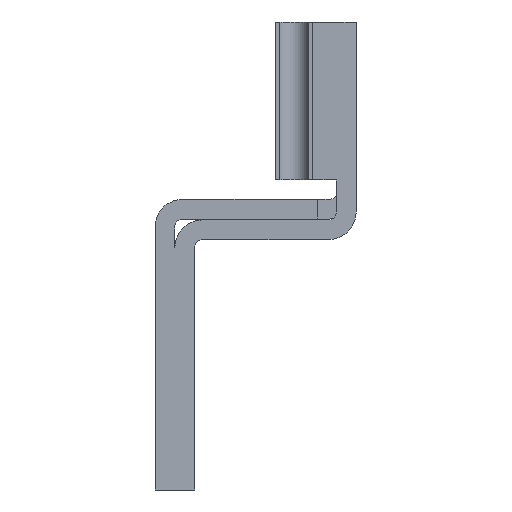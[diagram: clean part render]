
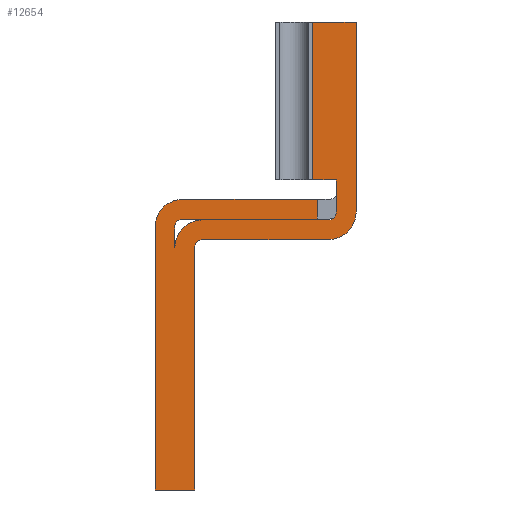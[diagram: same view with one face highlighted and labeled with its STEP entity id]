
A CAD part, front view. The second image highlights one B-rep face of the part: STEP entity #12654.
In plain terms, the highlighted planar face has unit normal (0, -1, 0).
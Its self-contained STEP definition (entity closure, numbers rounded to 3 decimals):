
#10565=DIRECTION('',(0.,0.,-1.));
#10566=VECTOR('',#10565,40.);
#10567=CARTESIAN_POINT('',(96.458,-90.,
-63.105));
#10568=LINE('',#10567,#10566);
#10710=DIRECTION('',(0.,0.,1.));
#10711=VECTOR('',#10710,48.1);
#10712=CARTESIAN_POINT('',(107.458,-90.,
-111.205));
#10713=LINE('',#10712,#10711);
#10734=DIRECTION('',(-1.,0.,0.));
#10735=VECTOR('',#10734,11.);
#10736=CARTESIAN_POINT('',(107.458,-90.,
-63.105));
#10737=LINE('',#10736,#10735);
#10780=DIRECTION('',(0.,0.,1.));
#10781=VECTOR('',#10780,8.1);
#10782=CARTESIAN_POINT('',(102.458,-90.,
-111.205));
#10783=LINE('',#10782,#10781);
#10784=CARTESIAN_POINT('',(100.458,-90.,
-111.205));
#10785=DIRECTION('',(0.,1.,0.));
#10786=DIRECTION('',(1.,0.,0.));
#10787=AXIS2_PLACEMENT_3D('',#10784,#10785,#10786);
#10789=DIRECTION('',(-1.,0.,0.));
#10790=VECTOR('',#10789,31.9);
#10791=CARTESIAN_POINT('',(100.458,-90.,
-118.205));
#10792=LINE('',#10791,#10790);
#10793=CARTESIAN_POINT('',(68.558,-90.,
-120.205));
#10794=DIRECTION('',(0.,-1.,0.));
#10795=DIRECTION('',(0.,0.,1.));
#10796=AXIS2_PLACEMENT_3D('',#10793,#10794,#10795);
#10798=DIRECTION('',(0.,0.,-1.));
#10799=VECTOR('',#10798,61.4);
#10800=CARTESIAN_POINT('',(66.558,-90.,
-120.205));
#10801=LINE('',#10800,#10799);
#10802=DIRECTION('',(-1.,0.,0.));
#10803=VECTOR('',#10802,10.);
#10804=CARTESIAN_POINT('',(66.558,-90.,
-181.605));
#10805=LINE('',#10804,#10803);
#10806=DIRECTION('',(0.,0.,1.));
#10807=VECTOR('',#10806,66.6);
#10808=CARTESIAN_POINT('',(56.558,-90.,
-181.605));
#10809=LINE('',#10808,#10807);
#10810=CARTESIAN_POINT('',(63.558,-90.,
-115.005));
#10811=DIRECTION('',(0.,1.,0.));
#10812=DIRECTION('',(-1.,0.,0.));
#10813=AXIS2_PLACEMENT_3D('',#10810,#10811,#10812);
#10815=DIRECTION('',(0.,0.,-1.));
#10816=VECTOR('',#10815,5.);
#10817=CARTESIAN_POINT('',(97.658,-90.,
-108.005));
#10818=LINE('',#10817,#10816);
#10819=DIRECTION('',(-1.,0.,0.));
#10820=VECTOR('',#10819,34.1);
#10821=CARTESIAN_POINT('',(97.658,-90.,
-113.005));
#10822=LINE('',#10821,#10820);
#10823=CARTESIAN_POINT('',(63.558,-90.,
-115.005));
#10824=DIRECTION('',(0.,-1.,0.));
#10825=DIRECTION('',(0.,0.,1.));
#10826=AXIS2_PLACEMENT_3D('',#10823,#10824,#10825);
#10828=DIRECTION('',(0.,0.,-1.));
#10829=VECTOR('',#10828,5.2);
#10830=CARTESIAN_POINT('',(61.558,-90.,
-115.005));
#10831=LINE('',#10830,#10829);
#10832=CARTESIAN_POINT('',(68.558,-90.,
-120.205));
#10833=DIRECTION('',(0.,1.,0.));
#10834=DIRECTION('',(-1.,0.,0.));
#10835=AXIS2_PLACEMENT_3D('',#10832,#10833,#10834);
#10837=CARTESIAN_POINT('',(100.458,-90.,
-111.205));
#10838=DIRECTION('',(0.,-1.,0.));
#10839=DIRECTION('',(0.,0.,-1.));
#10840=AXIS2_PLACEMENT_3D('',#10837,#10838,#10839);
#10888=DIRECTION('',(1.,0.,0.));
#10889=VECTOR('',#10888,6.);
#10890=CARTESIAN_POINT('',(96.458,-90.,
-103.105));
#10891=LINE('',#10890,#10889);
#10962=DIRECTION('',(-1.,0.,0.));
#10963=VECTOR('',#10962,31.9);
#10964=CARTESIAN_POINT('',(100.458,-90.,
-113.205));
#10965=LINE('',#10964,#10963);
#11078=DIRECTION('',(-1.,0.,0.));
#11079=VECTOR('',#11078,34.1);
#11080=CARTESIAN_POINT('',(97.658,-90.,
-108.005));
#11081=LINE('',#11080,#11079);
#11802=CARTESIAN_POINT('',(68.558,-90.,
-113.205));
#11804=VERTEX_POINT('',#11802);
#11811=CARTESIAN_POINT('',(66.558,-90.,
-181.605));
#11813=VERTEX_POINT('',#11811);
#11833=CARTESIAN_POINT('',(68.558,-90.,
-118.205));
#11835=VERTEX_POINT('',#11833);
#11836=CARTESIAN_POINT('',(66.558,-90.,
-120.205));
#11837=VERTEX_POINT('',#11836);
#11854=CARTESIAN_POINT('',(100.458,-90.,
-113.205));
#11855=VERTEX_POINT('',#11854);
#11856=CARTESIAN_POINT('',(102.458,-90.,
-111.205));
#11857=VERTEX_POINT('',#11856);
#11858=CARTESIAN_POINT('',(107.458,-90.,
-111.205));
#11859=CARTESIAN_POINT('',(107.458,-90.,
-63.105));
#11860=VERTEX_POINT('',#11858);
#11861=VERTEX_POINT('',#11859);
#11862=CARTESIAN_POINT('',(100.458,-90.,
-118.205));
#11863=VERTEX_POINT('',#11862);
#11875=CARTESIAN_POINT('',(56.558,-90.,
-115.005));
#11877=VERTEX_POINT('',#11875);
#11878=CARTESIAN_POINT('',(63.558,-90.,
-108.005));
#11880=VERTEX_POINT('',#11878);
#11883=CARTESIAN_POINT('',(56.558,-90.,
-181.605));
#11885=VERTEX_POINT('',#11883);
#11903=CARTESIAN_POINT('',(63.558,-90.,
-113.005));
#11905=VERTEX_POINT('',#11903);
#11907=CARTESIAN_POINT('',(61.558,-90.,
-115.005));
#11909=VERTEX_POINT('',#11907);
#11913=CARTESIAN_POINT('',(97.658,-90.,
-113.005));
#11915=VERTEX_POINT('',#11913);
#11929=CARTESIAN_POINT('',(97.658,-90.,
-108.005));
#11931=VERTEX_POINT('',#11929);
#11960=CARTESIAN_POINT('',(96.458,-90.,
-63.105));
#11961=CARTESIAN_POINT('',(96.458,-90.,
-103.105));
#11962=VERTEX_POINT('',#11960);
#11963=VERTEX_POINT('',#11961);
#12106=CARTESIAN_POINT('',(61.558,-90.,
-120.205));
#12108=VERTEX_POINT('',#12106);
#12118=CARTESIAN_POINT('',(102.458,-90.,
-103.105));
#12119=VERTEX_POINT('',#12118);
#12610=CARTESIAN_POINT('',(84.508,-90.,
-122.355));
#12611=DIRECTION('',(0.,1.,0.));
#12612=DIRECTION('',(1.,0.,0.));
#12613=AXIS2_PLACEMENT_3D('',#12610,#12611,#12612);
#12614=PLANE('',#12613);
#12616=ORIENTED_EDGE('',*,*,#12615,.T.);
#12618=ORIENTED_EDGE('',*,*,#12617,.F.);
#12619=ORIENTED_EDGE('',*,*,#12225,.F.);
#12620=ORIENTED_EDGE('',*,*,#12574,.F.);
#12621=ORIENTED_EDGE('',*,*,#12547,.F.);
#12623=ORIENTED_EDGE('',*,*,#12622,.T.);
#12625=ORIENTED_EDGE('',*,*,#12624,.T.);
#12627=ORIENTED_EDGE('',*,*,#12626,.T.);
#12629=ORIENTED_EDGE('',*,*,#12628,.T.);
#12631=ORIENTED_EDGE('',*,*,#12630,.T.);
#12633=ORIENTED_EDGE('',*,*,#12632,.T.);
#12635=ORIENTED_EDGE('',*,*,#12634,.T.);
#12637=ORIENTED_EDGE('',*,*,#12636,.F.);
#12639=ORIENTED_EDGE('',*,*,#12638,.T.);
#12641=ORIENTED_EDGE('',*,*,#12640,.T.);
#12643=ORIENTED_EDGE('',*,*,#12642,.T.);
#12645=ORIENTED_EDGE('',*,*,#12644,.T.);
#12647=ORIENTED_EDGE('',*,*,#12646,.T.);
#12649=ORIENTED_EDGE('',*,*,#12648,.F.);
#12651=ORIENTED_EDGE('',*,*,#12650,.T.);
#12652=EDGE_LOOP('',(#12616,#12618,#12619,#12620,#12621,#12623,#12625,#12627,
#12629,#12631,#12633,#12635,#12637,#12639,#12641,#12643,#12645,#12647,#12649,
#12651));
#12653=FACE_OUTER_BOUND('',#12652,.F.);
#10788=CIRCLE('',#10787,7.);
#10797=CIRCLE('',#10796,2.);
#10814=CIRCLE('',#10813,7.);
#10827=CIRCLE('',#10826,2.);
#10836=CIRCLE('',#10835,7.);
#10841=CIRCLE('',#10840,2.);
#12225=EDGE_CURVE('',#11962,#11963,#10568,.T.);
#12547=EDGE_CURVE('',#11860,#11861,#10713,.T.);
#12574=EDGE_CURVE('',#11861,#11962,#10737,.T.);
#12615=EDGE_CURVE('',#11857,#12119,#10783,.T.);
#12617=EDGE_CURVE('',#11963,#12119,#10891,.T.);
#12622=EDGE_CURVE('',#11860,#11863,#10788,.T.);
#12624=EDGE_CURVE('',#11863,#11835,#10792,.T.);
#12626=EDGE_CURVE('',#11835,#11837,#10797,.T.);
#12628=EDGE_CURVE('',#11837,#11813,#10801,.T.);
#12630=EDGE_CURVE('',#11813,#11885,#10805,.T.);
#12632=EDGE_CURVE('',#11885,#11877,#10809,.T.);
#12634=EDGE_CURVE('',#11877,#11880,#10814,.T.);
#12636=EDGE_CURVE('',#11931,#11880,#11081,.T.);
#12638=EDGE_CURVE('',#11931,#11915,#10818,.T.);
#12640=EDGE_CURVE('',#11915,#11905,#10822,.T.);
#12642=EDGE_CURVE('',#11905,#11909,#10827,.T.);
#12644=EDGE_CURVE('',#11909,#12108,#10831,.T.);
#12646=EDGE_CURVE('',#12108,#11804,#10836,.T.);
#12648=EDGE_CURVE('',#11855,#11804,#10965,.T.);
#12650=EDGE_CURVE('',#11855,#11857,#10841,.T.);
#12654=ADVANCED_FACE('',(#12653),#12614,.F.);
